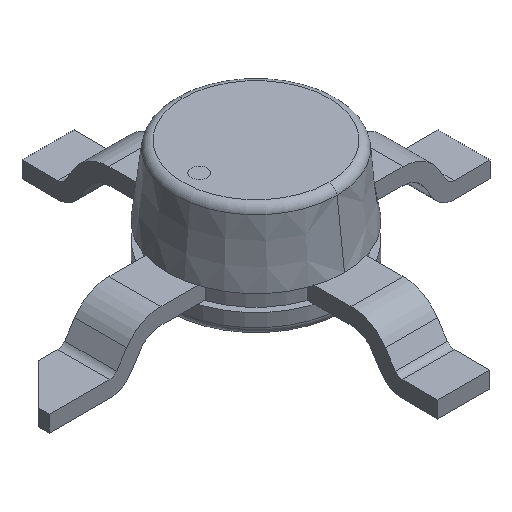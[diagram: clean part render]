
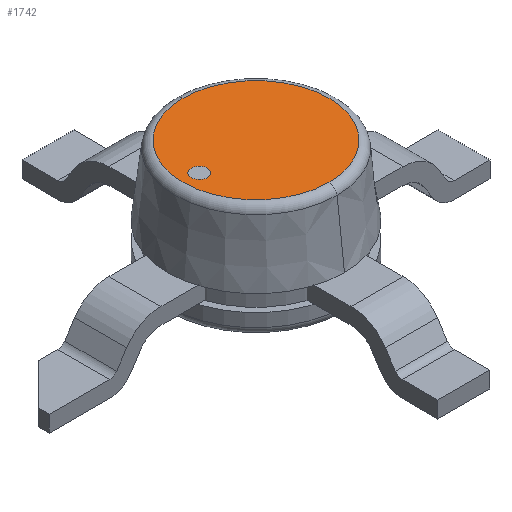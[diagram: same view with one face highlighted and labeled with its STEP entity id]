
A CAD part, isometric view. The second image highlights one B-rep face of the part: STEP entity #1742.
In plain terms, the highlighted planar face has unit normal (0, 0, 1).
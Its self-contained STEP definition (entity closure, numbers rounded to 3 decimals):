
#1582=CARTESIAN_POINT('',(0.,0.891,1.52));
#1583=VERTEX_POINT('',#1582);
#1598=CARTESIAN_POINT('',(0.,-0.891,1.52));
#1599=VERTEX_POINT('',#1598);
#1607=CARTESIAN_POINT('',(0.0,0.0,1.52));
#1608=DIRECTION('',(0.0,0.0,-1.0));
#1609=DIRECTION('',(0.0,1.0,0.0));
#1610=AXIS2_PLACEMENT_3D('',#1607,#1608,#1609);
#1611=CIRCLE('',#1610,0.891);
#1612=EDGE_CURVE('',#1599,#1583,#1611,.T.);
#1622=CARTESIAN_POINT('',(-0.691,-0.1,1.52));
#1623=VERTEX_POINT('',#1622);
#1632=CARTESIAN_POINT('',(-0.691,0.1,1.52));
#1633=VERTEX_POINT('',#1632);
#1634=CARTESIAN_POINT('',(-0.691,0.,1.52));
#1635=DIRECTION('',(0.0,0.0,-1.0));
#1636=DIRECTION('',(0.0,-1.0,0.0));
#1637=AXIS2_PLACEMENT_3D('',#1634,#1635,#1636);
#1638=CIRCLE('',#1637,0.1);
#1639=EDGE_CURVE('',#1633,#1623,#1638,.T.);
#1673=CARTESIAN_POINT('',(-0.691,0.,1.52));
#1674=DIRECTION('',(0.0,0.0,-1.0));
#1675=DIRECTION('',(0.0,-1.0,0.0));
#1676=AXIS2_PLACEMENT_3D('',#1673,#1674,#1675);
#1677=CIRCLE('',#1676,0.1);
#1678=EDGE_CURVE('',#1623,#1633,#1677,.T.);
#1699=CARTESIAN_POINT('',(0.0,0.0,1.52));
#1700=DIRECTION('',(0.0,0.0,-1.0));
#1701=DIRECTION('',(0.0,1.0,0.0));
#1702=AXIS2_PLACEMENT_3D('',#1699,#1700,#1701);
#1703=CIRCLE('',#1702,0.891);
#1704=EDGE_CURVE('',#1583,#1599,#1703,.T.);
#1729=CARTESIAN_POINT('',(0.0,0.0,1.52));
#1730=DIRECTION('',(0.0,0.0,1.0));
#1731=DIRECTION('',(0.0,-1.0,0.0));
#1732=AXIS2_PLACEMENT_3D('',#1729,#1730,#1731);
#1733=PLANE('',#1732);
#1734=ORIENTED_EDGE('',*,*,#1612,.F.);
#1735=ORIENTED_EDGE('',*,*,#1704,.F.);
#1736=EDGE_LOOP('',(#1734,#1735));
#1737=FACE_OUTER_BOUND('',#1736,.T.);
#1738=ORIENTED_EDGE('',*,*,#1678,.T.);
#1739=ORIENTED_EDGE('',*,*,#1639,.T.);
#1740=EDGE_LOOP('',(#1738,#1739));
#1741=FACE_BOUND('',#1740,.T.);
#1742=ADVANCED_FACE('',(#1737,#1741),#1733,.T.);
